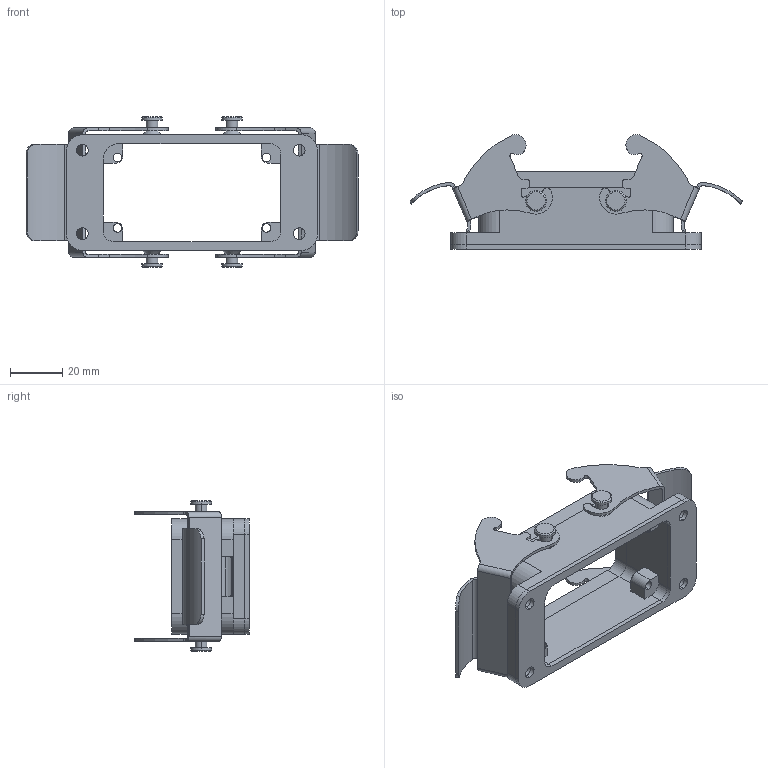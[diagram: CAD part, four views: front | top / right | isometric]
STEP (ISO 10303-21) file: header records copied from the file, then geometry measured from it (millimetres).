
FILE_DESCRIPTION (( 'STEP AP203' ), '1' );
FILE_NAME ('ZP-MC10B-2-DBHM.STEP', '2022-01-05T18:26:13', ( '' ), ( '' ), 'SwSTEP 2.0', 'SolidWorks 2021', '' );
FILE_SCHEMA (( 'CONFIG_CONTROL_DESIGN' ));
Length unit declared in the file: inch
Products named in the file (1): ZP-MC10B-2-DBHM
Bounding box: 127.11 x 43.91 x 57.75 mm (x, y, z)
Volume: 34900 mm3; surface area: 33980 mm2
Topology: 5 solids, 5 shells, 350 faces, 982 edges, 650 vertices
Faces by surface type: cylinder 216, plane 118, cone 16
Entity records: 11945 total; most frequent: CARTESIAN_POINT 2465, DIRECTION 2050, ORIENTED_EDGE 1964, EDGE_CURVE 982, AXIS2_PLACEMENT_3D 765, VERTEX_POINT 650, VECTOR 520, LINE 520
